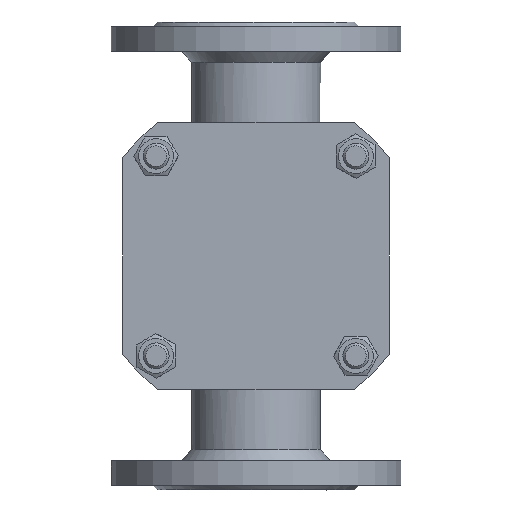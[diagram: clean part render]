
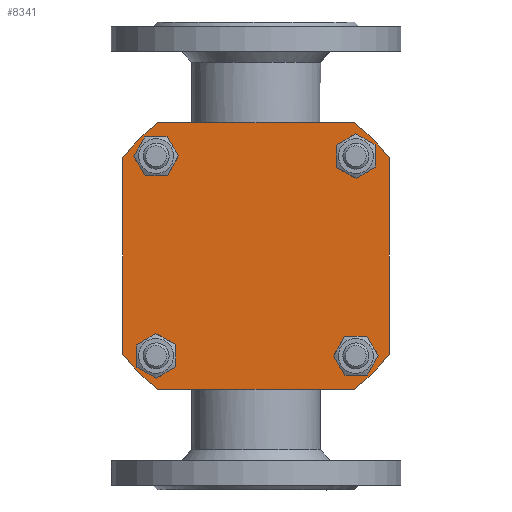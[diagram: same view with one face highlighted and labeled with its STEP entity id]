
A CAD part, front view. The second image highlights one B-rep face of the part: STEP entity #8341.
In plain terms, the highlighted face is planar.
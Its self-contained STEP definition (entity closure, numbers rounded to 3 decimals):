
#8043=CARTESIAN_POINT('',(60.828,82.5,0.0));
#8044=VERTEX_POINT('',#8043);
#8045=CARTESIAN_POINT('',(-60.828,82.5,0.0));
#8046=VERTEX_POINT('',#8045);
#8047=CARTESIAN_POINT('',(60.828,82.5,0.0));
#8048=DIRECTION('',(-1.0,0.0,0.0));
#8049=VECTOR('',#8048,121.655);
#8050=LINE('',#8047,#8049);
#8051=EDGE_CURVE('',#8044,#8046,#8050,.T.);
#8074=CARTESIAN_POINT('',(-82.5,60.828,0.0));
#8075=VERTEX_POINT('',#8074);
#8076=CARTESIAN_POINT('',(0.0,0.0,0.0));
#8077=DIRECTION('',(0.0,0.0,1.0));
#8078=DIRECTION('',(-0.593,0.805,0.0));
#8079=AXIS2_PLACEMENT_3D('',#8076,#8077,#8078);
#8080=CIRCLE('',#8079,102.5);
#8081=EDGE_CURVE('',#8046,#8075,#8080,.T.);
#8099=CARTESIAN_POINT('',(-82.5,-60.828,0.0));
#8100=VERTEX_POINT('',#8099);
#8101=CARTESIAN_POINT('',(-82.5,60.828,0.0));
#8102=DIRECTION('',(0.0,-1.0,0.0));
#8103=VECTOR('',#8102,121.655);
#8104=LINE('',#8101,#8103);
#8105=EDGE_CURVE('',#8075,#8100,#8104,.T.);
#8123=CARTESIAN_POINT('',(-60.828,-82.5,0.0));
#8124=VERTEX_POINT('',#8123);
#8125=CARTESIAN_POINT('',(0.0,0.0,0.0));
#8126=DIRECTION('',(0.0,0.0,1.0));
#8127=DIRECTION('',(-0.805,-0.593,0.0));
#8128=AXIS2_PLACEMENT_3D('',#8125,#8126,#8127);
#8129=CIRCLE('',#8128,102.5);
#8130=EDGE_CURVE('',#8100,#8124,#8129,.T.);
#8148=CARTESIAN_POINT('',(60.828,-82.5,0.0));
#8149=VERTEX_POINT('',#8148);
#8150=CARTESIAN_POINT('',(-60.828,-82.5,0.0));
#8151=DIRECTION('',(1.0,0.0,0.0));
#8152=VECTOR('',#8151,121.655);
#8153=LINE('',#8150,#8152);
#8154=EDGE_CURVE('',#8124,#8149,#8153,.T.);
#8172=CARTESIAN_POINT('',(82.5,-60.828,0.0));
#8173=VERTEX_POINT('',#8172);
#8174=CARTESIAN_POINT('',(0.0,0.0,0.0));
#8175=DIRECTION('',(0.0,0.0,1.0));
#8176=DIRECTION('',(0.593,-0.805,0.0));
#8177=AXIS2_PLACEMENT_3D('',#8174,#8175,#8176);
#8178=CIRCLE('',#8177,102.5);
#8179=EDGE_CURVE('',#8149,#8173,#8178,.T.);
#8197=CARTESIAN_POINT('',(82.5,60.828,0.0));
#8198=VERTEX_POINT('',#8197);
#8199=CARTESIAN_POINT('',(82.5,-60.828,0.0));
#8200=DIRECTION('',(0.0,1.0,0.0));
#8201=VECTOR('',#8200,121.655);
#8202=LINE('',#8199,#8201);
#8203=EDGE_CURVE('',#8173,#8198,#8202,.T.);
#8221=CARTESIAN_POINT('',(0.0,0.0,0.0));
#8222=DIRECTION('',(0.0,0.0,1.0));
#8223=DIRECTION('',(0.805,0.593,0.0));
#8224=AXIS2_PLACEMENT_3D('',#8221,#8222,#8223);
#8225=CIRCLE('',#8224,102.5);
#8226=EDGE_CURVE('',#8198,#8044,#8225,.T.);
#8239=CARTESIAN_POINT('',(-52.872,61.872,0.));
#8240=VERTEX_POINT('',#8239);
#8241=CARTESIAN_POINT('',(-61.872,61.872,0.0));
#8242=DIRECTION('',(0.0,0.0,1.0));
#8243=DIRECTION('',(1.0,0.0,0.0));
#8244=AXIS2_PLACEMENT_3D('',#8241,#8242,#8243);
#8245=CIRCLE('',#8244,9.0);
#8246=EDGE_CURVE('',#8240,#8240,#8245,.T.);
#8259=CARTESIAN_POINT('',(70.872,61.872,0.));
#8260=VERTEX_POINT('',#8259);
#8261=CARTESIAN_POINT('',(61.872,61.872,0.0));
#8262=DIRECTION('',(0.0,0.0,1.0));
#8263=DIRECTION('',(1.0,0.0,0.0));
#8264=AXIS2_PLACEMENT_3D('',#8261,#8262,#8263);
#8265=CIRCLE('',#8264,9.0);
#8266=EDGE_CURVE('',#8260,#8260,#8265,.T.);
#8279=CARTESIAN_POINT('',(70.872,-61.872,0.));
#8280=VERTEX_POINT('',#8279);
#8281=CARTESIAN_POINT('',(61.872,-61.872,0.0));
#8282=DIRECTION('',(0.0,0.0,1.0));
#8283=DIRECTION('',(1.0,0.0,0.0));
#8284=AXIS2_PLACEMENT_3D('',#8281,#8282,#8283);
#8285=CIRCLE('',#8284,9.0);
#8286=EDGE_CURVE('',#8280,#8280,#8285,.T.);
#8299=CARTESIAN_POINT('',(-52.872,-61.872,0.));
#8300=VERTEX_POINT('',#8299);
#8301=CARTESIAN_POINT('',(-61.872,-61.872,0.0));
#8302=DIRECTION('',(0.0,0.0,1.0));
#8303=DIRECTION('',(1.0,0.0,0.0));
#8304=AXIS2_PLACEMENT_3D('',#8301,#8302,#8303);
#8305=CIRCLE('',#8304,9.0);
#8306=EDGE_CURVE('',#8300,#8300,#8305,.T.);
#8314=CARTESIAN_POINT('',(0.0,0.0,0.0));
#8315=DIRECTION('',(0.0,0.0,1.0));
#8316=DIRECTION('',(1.0,0.0,0.0));
#8317=AXIS2_PLACEMENT_3D('',#8314,#8315,#8316);
#8318=PLANE('',#8317);
#8319=ORIENTED_EDGE('',*,*,#8226,.F.);
#8320=ORIENTED_EDGE('',*,*,#8203,.F.);
#8321=ORIENTED_EDGE('',*,*,#8179,.F.);
#8322=ORIENTED_EDGE('',*,*,#8154,.F.);
#8323=ORIENTED_EDGE('',*,*,#8130,.F.);
#8324=ORIENTED_EDGE('',*,*,#8105,.F.);
#8325=ORIENTED_EDGE('',*,*,#8081,.F.);
#8326=ORIENTED_EDGE('',*,*,#8051,.F.);
#8327=EDGE_LOOP('',(#8319,#8320,#8321,#8322,#8323,#8324,#8325,#8326));
#8328=FACE_OUTER_BOUND('',#8327,.T.);
#8329=ORIENTED_EDGE('',*,*,#8266,.T.);
#8330=EDGE_LOOP('',(#8329));
#8331=FACE_BOUND('',#8330,.T.);
#8332=ORIENTED_EDGE('',*,*,#8286,.T.);
#8333=EDGE_LOOP('',(#8332));
#8334=FACE_BOUND('',#8333,.T.);
#8335=ORIENTED_EDGE('',*,*,#8306,.T.);
#8336=EDGE_LOOP('',(#8335));
#8337=FACE_BOUND('',#8336,.T.);
#8338=ORIENTED_EDGE('',*,*,#8246,.T.);
#8339=EDGE_LOOP('',(#8338));
#8340=FACE_BOUND('',#8339,.T.);
#8341=ADVANCED_FACE('',(#8328,#8331,#8334,#8337,#8340),#8318,.F.);
